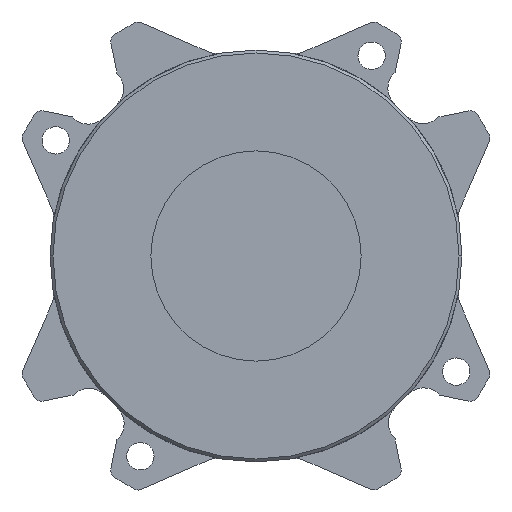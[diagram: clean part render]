
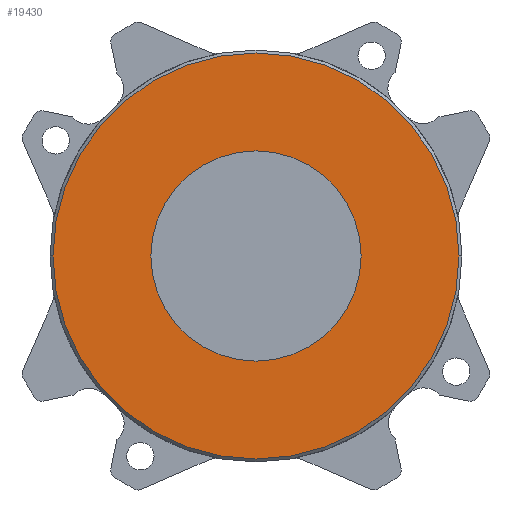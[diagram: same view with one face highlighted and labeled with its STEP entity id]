
A CAD part, left-side view. The second image highlights one B-rep face of the part: STEP entity #19430.
In plain terms, the highlighted planar face has unit normal (-1, 0, 0).
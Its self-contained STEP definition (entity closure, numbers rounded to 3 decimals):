
#100=CARTESIAN_POINT('',(0.,25.,0.));
#110=VERTEX_POINT('',#100);
#160=CARTESIAN_POINT('',(0.,0.,0.));
#170=DIRECTION('',(-1.,0.,0.));
#180=DIRECTION('',(0.,1.,0.));
#190=AXIS2_PLACEMENT_3D('',#160,#170,#180);
#200=CIRCLE('',#190,25.);
#210=CARTESIAN_POINT('',(0.,-25.,0.));
#220=VERTEX_POINT('',#210);
#230=EDGE_CURVE('',#220,#110,#200,.T.);
#590=CARTESIAN_POINT('',(0.,-48.293,0.));
#600=VERTEX_POINT('',#590);
#650=CARTESIAN_POINT('',(0.,0.,0.));
#660=DIRECTION('',(-1.,0.,0.));
#670=DIRECTION('',(0.,1.,0.));
#680=AXIS2_PLACEMENT_3D('',#650,#660,#670);
#690=CIRCLE('',#680,48.293);
#700=CARTESIAN_POINT('',(0.,48.293,
0.));
#710=VERTEX_POINT('',#700);
#720=EDGE_CURVE('',#600,#710,#690,.T.);
#19280=CARTESIAN_POINT('',(0.,36.646,0.));
#19290=DIRECTION('',(-1.,0.,0.));
#19300=DIRECTION('',(0.,1.,0.));
#19310=AXIS2_PLACEMENT_3D('',#19280,#19290,#19300);
#19320=PLANE('',#19310);
#19330=EDGE_CURVE('',#110,#220,#200,.T.);
#19340=ORIENTED_EDGE('',*,*,#19330,.F.);
#19350=ORIENTED_EDGE('',*,*,#230,.F.);
#19360=EDGE_LOOP('',(#19350,#19340));
#19370=FACE_BOUND('',#19360,.T.);
#19380=ORIENTED_EDGE('',*,*,#720,.T.);
#19390=EDGE_CURVE('',#710,#600,#690,.T.);
#19400=ORIENTED_EDGE('',*,*,#19390,.T.);
#19410=EDGE_LOOP('',(#19400,#19380));
#19420=FACE_OUTER_BOUND('',#19410,.T.);
#19430=ADVANCED_FACE('',(#19370,#19420),#19320,.T.);
